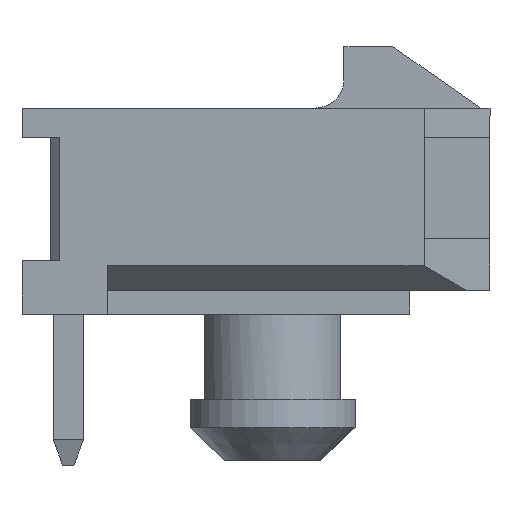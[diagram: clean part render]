
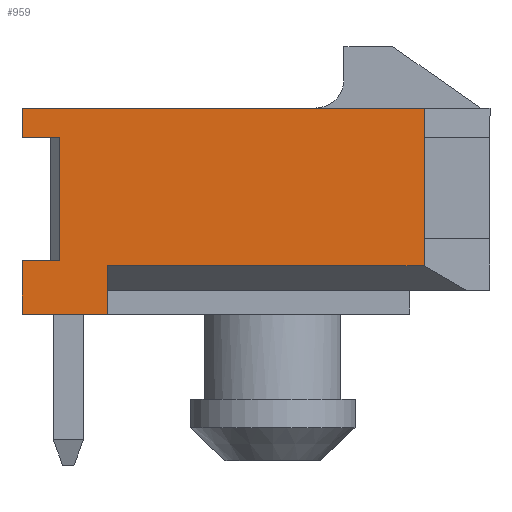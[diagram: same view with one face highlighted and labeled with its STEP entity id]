
A CAD part, left-side view. The second image highlights one B-rep face of the part: STEP entity #959.
In plain terms, the highlighted planar face has unit normal (-1, 0, 0).
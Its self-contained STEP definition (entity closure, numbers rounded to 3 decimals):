
#96 = LINE ( 'NONE', #10408, #2005 ) ;
#167 = VERTEX_POINT ( 'NONE', #15151 ) ;
#263 = VECTOR ( 'NONE', #8204, 1000. ) ;
#587 = CARTESIAN_POINT ( 'NONE',  ( -7.825, 0., 1.93 ) ) ;
#959 = ADVANCED_FACE ( 'NONE', ( #11344 ), #16706, .T. ) ;
#1076 = EDGE_CURVE ( 'NONE', #19520, #13940, #96, .T. ) ;
#1118 = VECTOR ( 'NONE', #7790, 1000. ) ;
#1468 = DIRECTION ( 'NONE',  ( 0., 0., -1. ) ) ;
#1991 = CARTESIAN_POINT ( 'NONE',  ( -7.825, 0., 1.93 ) ) ;
#2005 = VECTOR ( 'NONE', #1468, 1000. ) ;
#2044 = LINE ( 'NONE', #5564, #22174 ) ;
#2135 = CARTESIAN_POINT ( 'NONE',  ( -7.825, -8.505, -0.83 ) ) ;
#2763 = CARTESIAN_POINT ( 'NONE',  ( -7.825, 0., -2.43 ) ) ;
#2802 = ORIENTED_EDGE ( 'NONE', *, *, #22169, .T. ) ;
#3404 = DIRECTION ( 'NONE',  ( 0., -1., 0. ) ) ;
#3449 = ORIENTED_EDGE ( 'NONE', *, *, #10648, .F. ) ;
#3924 = LINE ( 'NONE', #16318, #1118 ) ;
#3961 = DIRECTION ( 'NONE',  ( 0., 0., 1. ) ) ;
#4374 = ORIENTED_EDGE ( 'NONE', *, *, #1076, .F. ) ;
#5564 = CARTESIAN_POINT ( 'NONE',  ( -7.825, 0., -1.3 ) ) ;
#6264 = VERTEX_POINT ( 'NONE', #2763 ) ;
#6330 = VECTOR ( 'NONE', #18738, 1000. ) ;
#6828 = LINE ( 'NONE', #20650, #21439 ) ;
#7015 = EDGE_CURVE ( 'NONE', #14709, #13940, #8838, .T. ) ;
#7520 = VERTEX_POINT ( 'NONE', #10583 ) ;
#7790 = DIRECTION ( 'NONE',  ( 0., 0., -1. ) ) ;
#8030 = ORIENTED_EDGE ( 'NONE', *, *, #16360, .T. ) ;
#8050 = ORIENTED_EDGE ( 'NONE', *, *, #18695, .T. ) ;
#8095 = LINE ( 'NONE', #15003, #12728 ) ;
#8204 = DIRECTION ( 'NONE',  ( 0., 0., -1. ) ) ;
#8294 = VECTOR ( 'NONE', #19431, 1000. ) ;
#8726 = CARTESIAN_POINT ( 'NONE',  ( -7.825, -1.8, -1.41 ) ) ;
#8838 = LINE ( 'NONE', #2135, #15091 ) ;
#8870 = CARTESIAN_POINT ( 'NONE',  ( -7.825, 0., 1.31 ) ) ;
#9075 = DIRECTION ( 'NONE',  ( 0., -1., 0. ) ) ;
#9108 = VERTEX_POINT ( 'NONE', #12341 ) ;
#9269 = EDGE_LOOP ( 'NONE', ( #3449, #8030, #17937, #8050, #14282, #10957, #2802, #19851, #4374, #13201, #20453, #18879 ) ) ;
#9376 = CARTESIAN_POINT ( 'NONE',  ( -7.825, -8.505, 1.31 ) ) ;
#10408 = CARTESIAN_POINT ( 'NONE',  ( -7.825, -8.505, 1.31 ) ) ;
#10583 = CARTESIAN_POINT ( 'NONE',  ( -7.825, -0.8, -1.3 ) ) ;
#10648 = EDGE_CURVE ( 'NONE', #167, #11633, #8095, .T. ) ;
#10660 = VERTEX_POINT ( 'NONE', #8726 ) ;
#10957 = ORIENTED_EDGE ( 'NONE', *, *, #21288, .T. ) ;
#11077 = AXIS2_PLACEMENT_3D ( 'NONE', #15074, #13382, #20298 ) ;
#11260 = LINE ( 'NONE', #21925, #263 ) ;
#11344 = FACE_OUTER_BOUND ( 'NONE', #9269, .T. ) ;
#11407 = EDGE_CURVE ( 'NONE', #19520, #14715, #12083, .T. ) ;
#11633 = VERTEX_POINT ( 'NONE', #8870 ) ;
#12083 = LINE ( 'NONE', #21021, #14139 ) ;
#12341 = CARTESIAN_POINT ( 'NONE',  ( -7.825, 0., -1.3 ) ) ;
#12452 = EDGE_CURVE ( 'NONE', #14613, #14715, #6828, .T. ) ;
#12472 = EDGE_CURVE ( 'NONE', #9108, #7520, #2044, .T. ) ;
#12517 = CARTESIAN_POINT ( 'NONE',  ( -7.825, 0., -2.43 ) ) ;
#12546 = CARTESIAN_POINT ( 'NONE',  ( -7.825, -1.8, -2.43 ) ) ;
#12728 = VECTOR ( 'NONE', #21929, 1000. ) ;
#13201 = ORIENTED_EDGE ( 'NONE', *, *, #11407, .T. ) ;
#13382 = DIRECTION ( 'NONE',  ( -1., 0., 0. ) ) ;
#13495 = LINE ( 'NONE', #20088, #6330 ) ;
#13940 = VERTEX_POINT ( 'NONE', #16544 ) ;
#14139 = VECTOR ( 'NONE', #16086, 1000. ) ;
#14282 = ORIENTED_EDGE ( 'NONE', *, *, #17182, .T. ) ;
#14418 = LINE ( 'NONE', #16381, #18576 ) ;
#14430 = LINE ( 'NONE', #12517, #8294 ) ;
#14440 = LINE ( 'NONE', #587, #15343 ) ;
#14613 = VERTEX_POINT ( 'NONE', #1991 ) ;
#14709 = VERTEX_POINT ( 'NONE', #16130 ) ;
#14715 = VERTEX_POINT ( 'NONE', #16014 ) ;
#15003 = CARTESIAN_POINT ( 'NONE',  ( -7.825, 0., 1.31 ) ) ;
#15017 = EDGE_CURVE ( 'NONE', #14613, #11633, #3924, .T. ) ;
#15074 = CARTESIAN_POINT ( 'NONE',  ( -7.825, 4.104, 1.93 ) ) ;
#15091 = VECTOR ( 'NONE', #3961, 1000. ) ;
#15151 = CARTESIAN_POINT ( 'NONE',  ( -7.825, -0.8, 1.31 ) ) ;
#15343 = VECTOR ( 'NONE', #16284, 1000. ) ;
#16014 = CARTESIAN_POINT ( 'NONE',  ( -7.825, -8.505, 1.93 ) ) ;
#16086 = DIRECTION ( 'NONE',  ( 0., 0., 1. ) ) ;
#16130 = CARTESIAN_POINT ( 'NONE',  ( -7.825, -8.505, -1.41 ) ) ;
#16284 = DIRECTION ( 'NONE',  ( 0., 0., -1. ) ) ;
#16318 = CARTESIAN_POINT ( 'NONE',  ( -7.825, 0., 1.93 ) ) ;
#16360 = EDGE_CURVE ( 'NONE', #167, #7520, #11260, .T. ) ;
#16381 = CARTESIAN_POINT ( 'NONE',  ( -7.825, -1.8, -1.93 ) ) ;
#16544 = CARTESIAN_POINT ( 'NONE',  ( -7.825, -8.505, -0.83 ) ) ;
#16706 = PLANE ( 'NONE',  #11077 ) ;
#16873 = VERTEX_POINT ( 'NONE', #12546 ) ;
#17182 = EDGE_CURVE ( 'NONE', #6264, #16873, #14430, .T. ) ;
#17937 = ORIENTED_EDGE ( 'NONE', *, *, #12472, .F. ) ;
#18576 = VECTOR ( 'NONE', #21312, 1000. ) ;
#18695 = EDGE_CURVE ( 'NONE', #9108, #6264, #14440, .T. ) ;
#18738 = DIRECTION ( 'NONE',  ( 0., -1., 0. ) ) ;
#18879 = ORIENTED_EDGE ( 'NONE', *, *, #15017, .T. ) ;
#19431 = DIRECTION ( 'NONE',  ( 0., -1., 0. ) ) ;
#19520 = VERTEX_POINT ( 'NONE', #9376 ) ;
#19851 = ORIENTED_EDGE ( 'NONE', *, *, #7015, .T. ) ;
#20088 = CARTESIAN_POINT ( 'NONE',  ( -7.825, -8.505, -1.41 ) ) ;
#20298 = DIRECTION ( 'NONE',  ( 0., -1., 0. ) ) ;
#20453 = ORIENTED_EDGE ( 'NONE', *, *, #12452, .F. ) ;
#20650 = CARTESIAN_POINT ( 'NONE',  ( -7.825, 4.104, 1.93 ) ) ;
#21021 = CARTESIAN_POINT ( 'NONE',  ( -7.825, -8.505, 1.93 ) ) ;
#21288 = EDGE_CURVE ( 'NONE', #16873, #10660, #14418, .T. ) ;
#21312 = DIRECTION ( 'NONE',  ( 0., 0., 1. ) ) ;
#21439 = VECTOR ( 'NONE', #3404, 1000. ) ;
#21925 = CARTESIAN_POINT ( 'NONE',  ( -7.825, -0.8, -1.3 ) ) ;
#21929 = DIRECTION ( 'NONE',  ( 0., 1., 0. ) ) ;
#22169 = EDGE_CURVE ( 'NONE', #10660, #14709, #13495, .T. ) ;
#22174 = VECTOR ( 'NONE', #9075, 1000. ) ;
